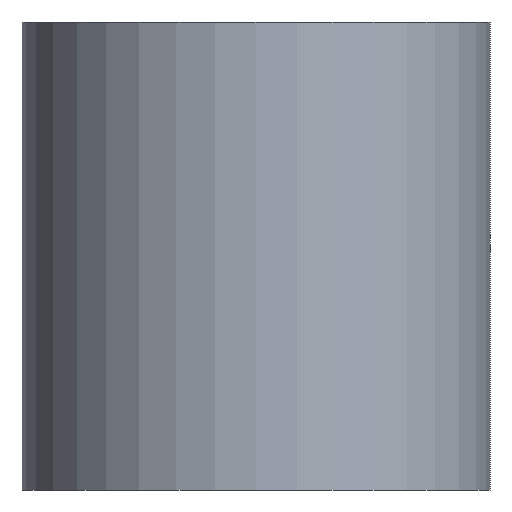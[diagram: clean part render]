
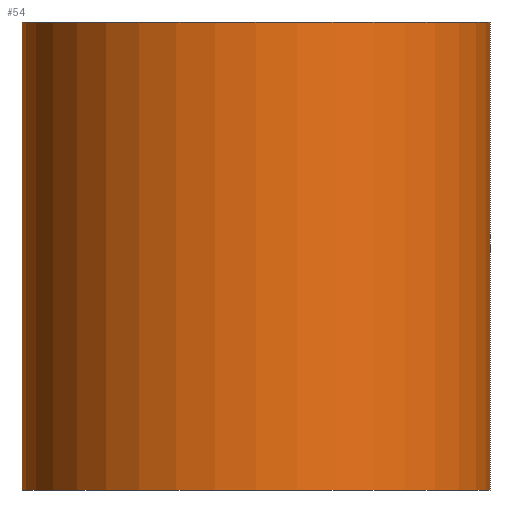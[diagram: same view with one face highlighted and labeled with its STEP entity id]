
A CAD part, front view. The second image highlights one B-rep face of the part: STEP entity #54.
In plain terms, the highlighted cylindrical face has radius 914.4 mm (diameter 1828.8 mm), a full revolution.
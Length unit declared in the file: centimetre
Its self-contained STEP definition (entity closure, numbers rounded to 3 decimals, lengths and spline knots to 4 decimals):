
#36=VERTEX_POINT('',#72);
#37=VERTEX_POINT('',#74);
#38=CIRCLE('',#58,91.44);
#39=CIRCLE('',#59,91.44);
#40=EDGE_CURVE('',#36,#36,#38,.T.);
#41=EDGE_CURVE('',#37,#37,#39,.T.);
#42=ORIENTED_EDGE('',*,*,#40,.T.);
#43=ORIENTED_EDGE('',*,*,#41,.T.);
#46=EDGE_LOOP('',(#42));
#47=EDGE_LOOP('',(#43));
#50=FACE_BOUND('',#46,.T.);
#51=FACE_BOUND('',#47,.T.);
#54=ADVANCED_FACE('',(#50,#51),#77,.T.);
#57=AXIS2_PLACEMENT_3D('',#70,#62,#63);
#58=AXIS2_PLACEMENT_3D('',#71,#64,#65);
#59=AXIS2_PLACEMENT_3D('',#73,#66,#67);
#62=DIRECTION('',(0.,0.,1.));
#63=DIRECTION('',(91.44,0.,0.));
#64=DIRECTION('',(0.,0.,-1.));
#65=DIRECTION('',(91.44,0.,0.));
#66=DIRECTION('',(0.,0.,1.));
#67=DIRECTION('',(91.44,0.,0.));
#70=CARTESIAN_POINT('',(0.,0.,-91.44));
#71=CARTESIAN_POINT('',(0.,0.,91.44));
#72=CARTESIAN_POINT('',(91.44,0.,91.44));
#73=CARTESIAN_POINT('',(0.,0.,-91.44));
#74=CARTESIAN_POINT('',(91.44,0.,-91.44));
#77=CYLINDRICAL_SURFACE('',#57,91.44);
